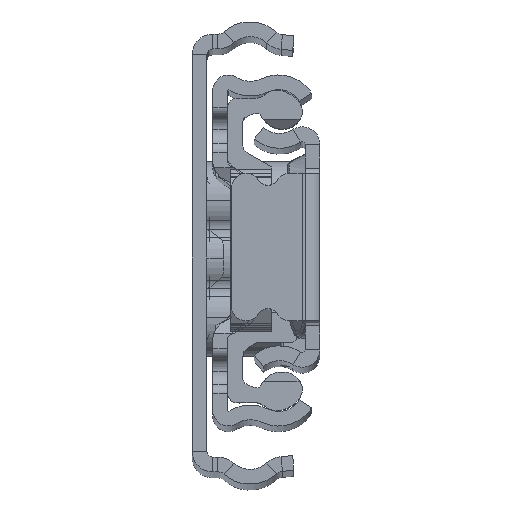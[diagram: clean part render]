
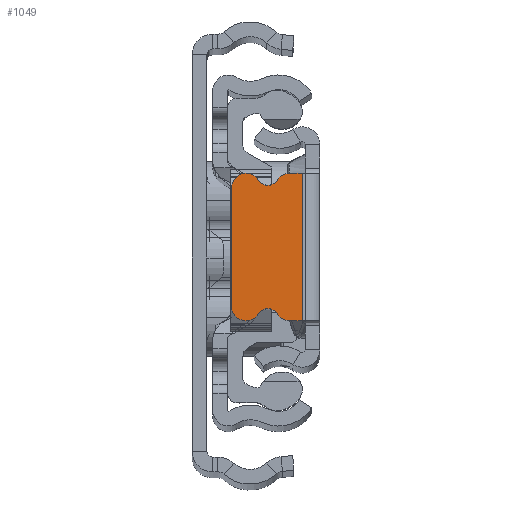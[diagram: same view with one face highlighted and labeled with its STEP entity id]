
A CAD part, top view. The second image highlights one B-rep face of the part: STEP entity #1049.
In plain terms, the highlighted planar face has unit normal (0, 0, 1).
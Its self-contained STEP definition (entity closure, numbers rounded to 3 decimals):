
#300 = CIRCLE ( 'NONE', #4628, 1.5 ) ;
#675 = VECTOR ( 'NONE', #7059, 1000. ) ;
#685 = VERTEX_POINT ( 'NONE', #6041 ) ;
#703 = CARTESIAN_POINT ( 'NONE',  ( -1.8, -10.425, 0. ) ) ;
#811 = VERTEX_POINT ( 'NONE', #17808 ) ;
#831 = DIRECTION ( 'NONE',  ( 0., 1., 0. ) ) ;
#1049 = ADVANCED_FACE ( 'NONE', ( #1787 ), #4823, .T. ) ;
#1700 = VERTEX_POINT ( 'NONE', #18464 ) ;
#1787 = FACE_OUTER_BOUND ( 'NONE', #15237, .T. ) ;
#1897 = CIRCLE ( 'NONE', #2548, 1.5 ) ;
#2185 = VERTEX_POINT ( 'NONE', #11337 ) ;
#2277 = LINE ( 'NONE', #703, #675 ) ;
#2307 = CARTESIAN_POINT ( 'NONE',  ( -9., 6., 0. ) ) ;
#2548 = AXIS2_PLACEMENT_3D ( 'NONE', #13800, #15239, #831 ) ;
#2857 = EDGE_CURVE ( 'NONE', #17233, #7412, #18240, .T. ) ;
#2967 = CARTESIAN_POINT ( 'NONE',  ( -7.5, -6., 0. ) ) ;
#3029 = VERTEX_POINT ( 'NONE', #12902 ) ;
#3531 = DIRECTION ( 'NONE',  ( 0., 1., 0. ) ) ;
#3684 = ORIENTED_EDGE ( 'NONE', *, *, #2857, .T. ) ;
#3770 = CARTESIAN_POINT ( 'NONE',  ( 0.7, -7.5, 0. ) ) ;
#4058 = ORIENTED_EDGE ( 'NONE', *, *, #12467, .T. ) ;
#4121 = DIRECTION ( 'NONE',  ( 0., 0., 1. ) ) ;
#4611 = EDGE_CURVE ( 'NONE', #20237, #2185, #2277, .T. ) ;
#4628 = AXIS2_PLACEMENT_3D ( 'NONE', #2967, #18927, #9285 ) ;
#4823 = PLANE ( 'NONE',  #9094 ) ;
#5234 = DIRECTION ( 'NONE',  ( 0., 1., 0. ) ) ;
#5294 = VERTEX_POINT ( 'NONE', #2307 ) ;
#6041 = CARTESIAN_POINT ( 'NONE',  ( -7.5, -7.5, 0. ) ) ;
#6481 = DIRECTION ( 'NONE',  ( 0., 0., 1. ) ) ;
#6659 = ORIENTED_EDGE ( 'NONE', *, *, #12715, .T. ) ;
#6951 = VERTEX_POINT ( 'NONE', #10602 ) ;
#7059 = DIRECTION ( 'NONE',  ( 0., -1., 0. ) ) ;
#7114 = DIRECTION ( 'NONE',  ( 0., 1., 0. ) ) ;
#7120 = AXIS2_PLACEMENT_3D ( 'NONE', #11907, #12105, #16976 ) ;
#7134 = CARTESIAN_POINT ( 'NONE',  ( -1.8, 7.5, 0. ) ) ;
#7412 = VERTEX_POINT ( 'NONE', #15978 ) ;
#7479 = CIRCLE ( 'NONE', #15396, 1.1 ) ;
#7618 = ORIENTED_EDGE ( 'NONE', *, *, #18152, .T. ) ;
#7697 = CARTESIAN_POINT ( 'NONE',  ( -9., 6., 0. ) ) ;
#8795 = VERTEX_POINT ( 'NONE', #17102 ) ;
#9080 = CIRCLE ( 'NONE', #7120, 1.1 ) ;
#9094 = AXIS2_PLACEMENT_3D ( 'NONE', #11007, #6481, #9673 ) ;
#9096 = AXIS2_PLACEMENT_3D ( 'NONE', #11980, #4121, #18415 ) ;
#9163 = DIRECTION ( 'NONE',  ( 0., 1., 0. ) ) ;
#9285 = DIRECTION ( 'NONE',  ( 0., 1., 0. ) ) ;
#9673 = DIRECTION ( 'NONE',  ( 0., 1., 0. ) ) ;
#10092 = EDGE_CURVE ( 'NONE', #811, #2185, #11728, .T. ) ;
#10157 = VECTOR ( 'NONE', #17956, 1000. ) ;
#10201 = EDGE_CURVE ( 'NONE', #1700, #5294, #1897, .T. ) ;
#10602 = CARTESIAN_POINT ( 'NONE',  ( -5.29, 6.27, 0. ) ) ;
#11007 = CARTESIAN_POINT ( 'NONE',  ( 343.5, -10.425, 0. ) ) ;
#11104 = AXIS2_PLACEMENT_3D ( 'NONE', #11869, #13421, #7114 ) ;
#11337 = CARTESIAN_POINT ( 'NONE',  ( -1.8, -7.5, 0. ) ) ;
#11384 = CARTESIAN_POINT ( 'NONE',  ( -3.08, 6., 0. ) ) ;
#11536 = ORIENTED_EDGE ( 'NONE', *, *, #10092, .T. ) ;
#11679 = ORIENTED_EDGE ( 'NONE', *, *, #13791, .T. ) ;
#11728 = LINE ( 'NONE', #3770, #10157 ) ;
#11828 = EDGE_CURVE ( 'NONE', #6951, #1700, #9080, .T. ) ;
#11844 = EDGE_CURVE ( 'NONE', #20237, #17233, #17294, .T. ) ;
#11869 = CARTESIAN_POINT ( 'NONE',  ( -5.29, 7.37, 0. ) ) ;
#11907 = CARTESIAN_POINT ( 'NONE',  ( -5.29, 7.37, 0. ) ) ;
#11980 = CARTESIAN_POINT ( 'NONE',  ( -7.5, -6., 0. ) ) ;
#12083 = CIRCLE ( 'NONE', #13433, 1.5 ) ;
#12105 = DIRECTION ( 'NONE',  ( 0., 0., -1. ) ) ;
#12148 = EDGE_CURVE ( 'NONE', #15243, #685, #19391, .T. ) ;
#12163 = ORIENTED_EDGE ( 'NONE', *, *, #12148, .T. ) ;
#12277 = AXIS2_PLACEMENT_3D ( 'NONE', #11384, #17718, #3531 ) ;
#12467 = EDGE_CURVE ( 'NONE', #7412, #6951, #16061, .T. ) ;
#12481 = DIRECTION ( 'NONE',  ( 0., 0., -1. ) ) ;
#12715 = EDGE_CURVE ( 'NONE', #8795, #3029, #7479, .T. ) ;
#12902 = CARTESIAN_POINT ( 'NONE',  ( -4.355, -6.79, 0. ) ) ;
#13146 = CARTESIAN_POINT ( 'NONE',  ( -3.08, 7.5, 0. ) ) ;
#13421 = DIRECTION ( 'NONE',  ( 0., 0., -1. ) ) ;
#13433 = AXIS2_PLACEMENT_3D ( 'NONE', #17850, #16503, #5234 ) ;
#13791 = EDGE_CURVE ( 'NONE', #5294, #15243, #17121, .T. ) ;
#13800 = CARTESIAN_POINT ( 'NONE',  ( -7.5, 6., 0. ) ) ;
#14078 = CARTESIAN_POINT ( 'NONE',  ( 0.7, 7.5, 0. ) ) ;
#15237 = EDGE_LOOP ( 'NONE', ( #19324, #16653, #3684, #4058, #16561, #18727, #11679, #12163, #19204, #6659, #7618, #11536 ) ) ;
#15239 = DIRECTION ( 'NONE',  ( 0., 0., 1. ) ) ;
#15243 = VERTEX_POINT ( 'NONE', #18541 ) ;
#15396 = AXIS2_PLACEMENT_3D ( 'NONE', #18492, #12481, #9163 ) ;
#15978 = CARTESIAN_POINT ( 'NONE',  ( -4.355, 6.79, 0. ) ) ;
#16039 = VECTOR ( 'NONE', #17504, 1000. ) ;
#16061 = CIRCLE ( 'NONE', #11104, 1.1 ) ;
#16503 = DIRECTION ( 'NONE',  ( 0., 0., 1. ) ) ;
#16561 = ORIENTED_EDGE ( 'NONE', *, *, #11828, .T. ) ;
#16653 = ORIENTED_EDGE ( 'NONE', *, *, #11844, .T. ) ;
#16976 = DIRECTION ( 'NONE',  ( 0., 1., 0. ) ) ;
#17102 = CARTESIAN_POINT ( 'NONE',  ( -6.225, -6.79, 0. ) ) ;
#17121 = LINE ( 'NONE', #7697, #18321 ) ;
#17233 = VERTEX_POINT ( 'NONE', #13146 ) ;
#17294 = LINE ( 'NONE', #14078, #16039 ) ;
#17427 = DIRECTION ( 'NONE',  ( 0., -1., 0. ) ) ;
#17504 = DIRECTION ( 'NONE',  ( -1., 0., 0. ) ) ;
#17718 = DIRECTION ( 'NONE',  ( 0., 0., 1. ) ) ;
#17808 = CARTESIAN_POINT ( 'NONE',  ( -3.08, -7.5, 0. ) ) ;
#17850 = CARTESIAN_POINT ( 'NONE',  ( -3.08, -6., 0. ) ) ;
#17956 = DIRECTION ( 'NONE',  ( 1., 0., 0. ) ) ;
#18152 = EDGE_CURVE ( 'NONE', #3029, #811, #12083, .T. ) ;
#18240 = CIRCLE ( 'NONE', #12277, 1.5 ) ;
#18321 = VECTOR ( 'NONE', #17427, 1000. ) ;
#18415 = DIRECTION ( 'NONE',  ( 0., 1., 0. ) ) ;
#18464 = CARTESIAN_POINT ( 'NONE',  ( -6.225, 6.79, 0. ) ) ;
#18492 = CARTESIAN_POINT ( 'NONE',  ( -5.29, -7.37, 0. ) ) ;
#18541 = CARTESIAN_POINT ( 'NONE',  ( -9., -6., 0. ) ) ;
#18727 = ORIENTED_EDGE ( 'NONE', *, *, #10201, .T. ) ;
#18927 = DIRECTION ( 'NONE',  ( 0., 0., 1. ) ) ;
#19204 = ORIENTED_EDGE ( 'NONE', *, *, #20414, .T. ) ;
#19324 = ORIENTED_EDGE ( 'NONE', *, *, #4611, .F. ) ;
#19391 = CIRCLE ( 'NONE', #9096, 1.5 ) ;
#20237 = VERTEX_POINT ( 'NONE', #7134 ) ;
#20414 = EDGE_CURVE ( 'NONE', #685, #8795, #300, .T. ) ;
